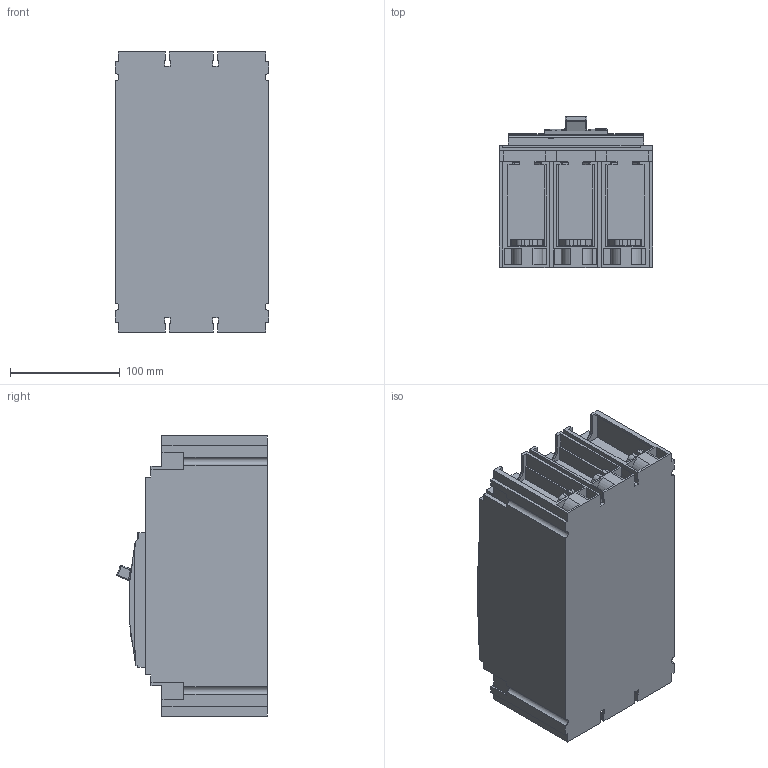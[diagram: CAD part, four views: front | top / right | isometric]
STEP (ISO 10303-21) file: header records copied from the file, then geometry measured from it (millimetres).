
FILE_DESCRIPTION((''),'2;1');
FILE_NAME('0','2021-07-04T18:24:39',('芝'),(''),'CREO PARAMETRIC BY PTC INC, 2019080','CREO PARAMETRIC BY PTC INC, 2019080','');
FILE_SCHEMA(('CONFIG_CONTROL_DESIGN'));
Length unit declared in the file: millimetre
Products named in the file (1): 0
Bounding box: 140 x 137.31 x 255 mm (x, y, z)
Volume: 3455942.2 mm3; surface area: 252821.9 mm2
Topology: 1 solids, 9 shells, 1049 faces, 2914 edges, 1924 vertices
Faces by surface type: plane 786, cylinder 159, extrusion 91, sphere 8, torus 3, bspline 2
Entity records: 33887 total; most frequent: CARTESIAN_POINT 7482, ORIENTED_EDGE 5828, DIRECTION 4812, EDGE_CURVE 2914, VECTOR 2212, LINE 2121, VERTEX_POINT 1924, AXIS2_PLACEMENT_3D 1300
